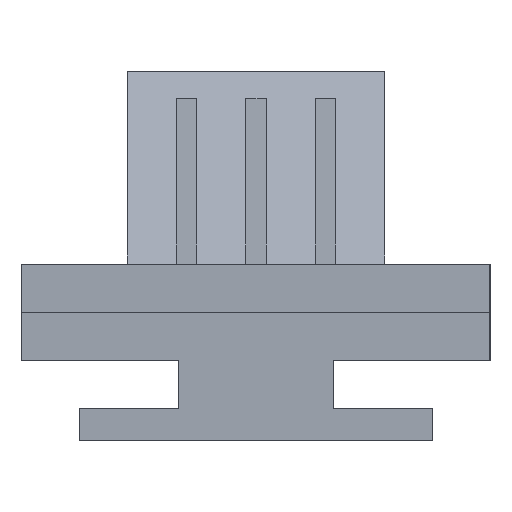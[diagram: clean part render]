
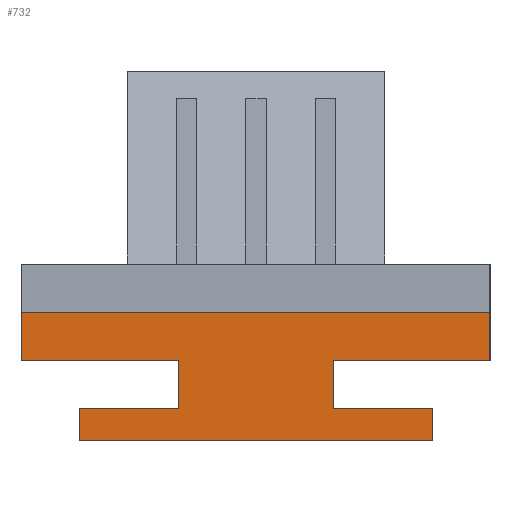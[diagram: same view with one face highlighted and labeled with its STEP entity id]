
A CAD part, left-side view. The second image highlights one B-rep face of the part: STEP entity #732.
In plain terms, the highlighted planar face has unit normal (-1, 0, 0).
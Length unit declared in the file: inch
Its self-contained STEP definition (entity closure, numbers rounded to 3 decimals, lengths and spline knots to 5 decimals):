
#79=CARTESIAN_POINT('Vertex',(-22.4375,0.91,-0.1875)) ;
#82=CARTESIAN_POINT('Line Origine',(-22.4375,0.91,-0.28125)) ;
#86=CARTESIAN_POINT('Vertex',(-22.4375,0.91,-0.375)) ;
#344=CARTESIAN_POINT('Line Origine',(-22.4375,1.215,-0.375)) ;
#348=CARTESIAN_POINT('Vertex',(-22.4375,1.52,-0.375)) ;
#645=CARTESIAN_POINT('Axis2P3D Location',(-22.4375,0.91,-0.6875)) ;
#650=CARTESIAN_POINT('Line Origine',(-22.4375,1.52,-0.46875)) ;
#654=CARTESIAN_POINT('Vertex',(-22.4375,1.52,-0.5625)) ;
#657=CARTESIAN_POINT('Line Origine',(-22.4375,1.82,-0.1875)) ;
#661=CARTESIAN_POINT('Vertex',(-22.4375,2.73,-0.1875)) ;
#664=CARTESIAN_POINT('Line Origine',(-22.4375,2.73,-0.28125)) ;
#668=CARTESIAN_POINT('Vertex',(-22.4375,2.73,-0.375)) ;
#671=CARTESIAN_POINT('Line Origine',(-22.4375,2.425,-0.375)) ;
#675=CARTESIAN_POINT('Vertex',(-22.4375,2.12,-0.375)) ;
#678=CARTESIAN_POINT('Line Origine',(-22.4375,2.12,-0.46875)) ;
#682=CARTESIAN_POINT('Vertex',(-22.4375,2.12,-0.5625)) ;
#685=CARTESIAN_POINT('Line Origine',(-22.4375,2.31375,-0.5625)) ;
#689=CARTESIAN_POINT('Vertex',(-22.4375,2.5075,-0.5625)) ;
#692=CARTESIAN_POINT('Line Origine',(-22.4375,2.5075,-0.625)) ;
#696=CARTESIAN_POINT('Vertex',(-22.4375,2.5075,-0.6875)) ;
#699=CARTESIAN_POINT('Line Origine',(-22.4375,1.82,-0.6875)) ;
#703=CARTESIAN_POINT('Vertex',(-22.4375,1.1325,-0.6875)) ;
#706=CARTESIAN_POINT('Line Origine',(-22.4375,1.1325,-0.625)) ;
#710=CARTESIAN_POINT('Vertex',(-22.4375,1.1325,-0.5625)) ;
#713=CARTESIAN_POINT('Line Origine',(-22.4375,1.32625,-0.5625)) ;
#83=DIRECTION('Vector Direction',(0.,0.,1.)) ;
#345=DIRECTION('Vector Direction',(0.,1.,0.)) ;
#646=DIRECTION('Axis2P3D Direction',(-1.,0.,0.)) ;
#647=DIRECTION('Axis2P3D XDirection',(0.,0.,1.)) ;
#651=DIRECTION('Vector Direction',(0.,0.,-1.)) ;
#658=DIRECTION('Vector Direction',(0.,1.,0.)) ;
#665=DIRECTION('Vector Direction',(0.,0.,1.)) ;
#672=DIRECTION('Vector Direction',(0.,1.,0.)) ;
#679=DIRECTION('Vector Direction',(0.,0.,-1.)) ;
#686=DIRECTION('Vector Direction',(0.,-1.,0.)) ;
#693=DIRECTION('Vector Direction',(0.,0.,1.)) ;
#700=DIRECTION('Vector Direction',(0.,1.,0.)) ;
#707=DIRECTION('Vector Direction',(0.,0.,1.)) ;
#714=DIRECTION('Vector Direction',(0.,-1.,0.)) ;
#648=AXIS2_PLACEMENT_3D('Plane Axis2P3D',#645,#646,#647) ;
#719=ORIENTED_EDGE('',*,*,#656,.T.) ;
#720=ORIENTED_EDGE('',*,*,#350,.F.) ;
#721=ORIENTED_EDGE('',*,*,#88,.F.) ;
#722=ORIENTED_EDGE('',*,*,#663,.T.) ;
#723=ORIENTED_EDGE('',*,*,#670,.F.) ;
#724=ORIENTED_EDGE('',*,*,#677,.F.) ;
#725=ORIENTED_EDGE('',*,*,#684,.F.) ;
#726=ORIENTED_EDGE('',*,*,#691,.F.) ;
#727=ORIENTED_EDGE('',*,*,#698,.F.) ;
#728=ORIENTED_EDGE('',*,*,#705,.F.) ;
#729=ORIENTED_EDGE('',*,*,#712,.T.) ;
#730=ORIENTED_EDGE('',*,*,#717,.F.) ;
#84=VECTOR('Line Direction',#83,0.03937) ;
#346=VECTOR('Line Direction',#345,0.03937) ;
#652=VECTOR('Line Direction',#651,0.03937) ;
#659=VECTOR('Line Direction',#658,0.03937) ;
#666=VECTOR('Line Direction',#665,0.03937) ;
#673=VECTOR('Line Direction',#672,0.03937) ;
#680=VECTOR('Line Direction',#679,0.03937) ;
#687=VECTOR('Line Direction',#686,0.03937) ;
#694=VECTOR('Line Direction',#693,0.03937) ;
#701=VECTOR('Line Direction',#700,0.03937) ;
#708=VECTOR('Line Direction',#707,0.03937) ;
#715=VECTOR('Line Direction',#714,0.03937) ;
#732=ADVANCED_FACE('MASTER MODEL',(#731),#649,.T.) ;
#88=EDGE_CURVE('',#80,#87,#85,.F.) ;
#350=EDGE_CURVE('',#87,#349,#347,.T.) ;
#656=EDGE_CURVE('',#655,#349,#653,.F.) ;
#663=EDGE_CURVE('',#80,#662,#660,.T.) ;
#670=EDGE_CURVE('',#669,#662,#667,.T.) ;
#677=EDGE_CURVE('',#676,#669,#674,.T.) ;
#684=EDGE_CURVE('',#683,#676,#681,.F.) ;
#691=EDGE_CURVE('',#690,#683,#688,.T.) ;
#698=EDGE_CURVE('',#697,#690,#695,.T.) ;
#705=EDGE_CURVE('',#704,#697,#702,.T.) ;
#712=EDGE_CURVE('',#704,#711,#709,.T.) ;
#717=EDGE_CURVE('',#655,#711,#716,.T.) ;
#718=EDGE_LOOP('',(#719,#720,#721,#722,#723,#724,#725,#726,#727,#728,#729,#730)) ;
#731=FACE_OUTER_BOUND('',#718,.T.) ;
#85=LINE('Line',#82,#84) ;
#347=LINE('Line',#344,#346) ;
#653=LINE('Line',#650,#652) ;
#660=LINE('Line',#657,#659) ;
#667=LINE('Line',#664,#666) ;
#674=LINE('Line',#671,#673) ;
#681=LINE('Line',#678,#680) ;
#688=LINE('Line',#685,#687) ;
#695=LINE('Line',#692,#694) ;
#702=LINE('Line',#699,#701) ;
#709=LINE('Line',#706,#708) ;
#716=LINE('Line',#713,#715) ;
#649=PLANE('',#648) ;
#80=VERTEX_POINT('',#79) ;
#87=VERTEX_POINT('',#86) ;
#349=VERTEX_POINT('',#348) ;
#655=VERTEX_POINT('',#654) ;
#662=VERTEX_POINT('',#661) ;
#669=VERTEX_POINT('',#668) ;
#676=VERTEX_POINT('',#675) ;
#683=VERTEX_POINT('',#682) ;
#690=VERTEX_POINT('',#689) ;
#697=VERTEX_POINT('',#696) ;
#704=VERTEX_POINT('',#703) ;
#711=VERTEX_POINT('',#710) ;
